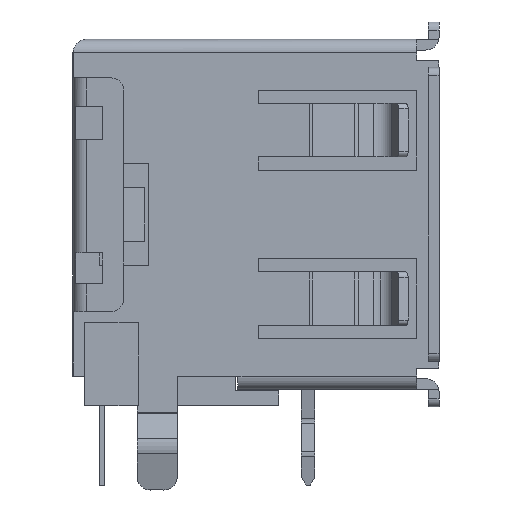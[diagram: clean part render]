
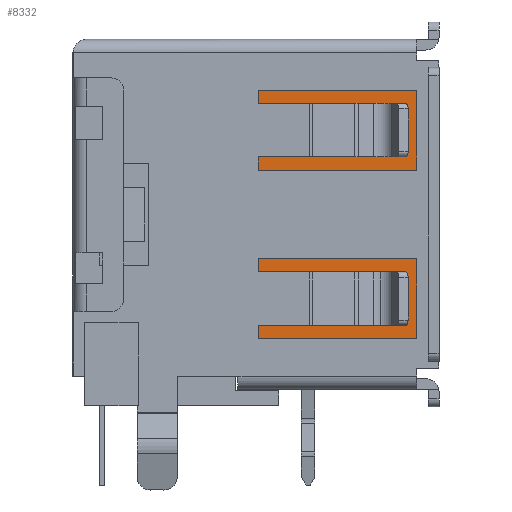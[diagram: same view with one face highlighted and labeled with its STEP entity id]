
A CAD part, left-side view. The second image highlights one B-rep face of the part: STEP entity #8332.
In plain terms, the highlighted planar face has unit normal (-1, 0, 0).
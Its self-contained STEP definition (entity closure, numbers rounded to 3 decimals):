
#40 = DIRECTION ( 'NONE',  ( 0., 0., -1. ) ) ;
#405 = CARTESIAN_POINT ( 'NONE',  ( -1.38, 0.508, 12.861 ) ) ;
#550 = FACE_OUTER_BOUND ( 'NONE', #4179, .T. ) ;
#940 = CARTESIAN_POINT ( 'NONE',  ( -1.38, 0.508, 12.861 ) ) ;
#1176 = LINE ( 'NONE', #5697, #22505 ) ;
#1764 = DIRECTION ( 'NONE',  ( 0., 0., -1. ) ) ;
#3575 = VERTEX_POINT ( 'NONE', #6911 ) ;
#3710 = VERTEX_POINT ( 'NONE', #5404 ) ;
#4179 = EDGE_LOOP ( 'NONE', ( #11416, #5861, #12032, #6318 ) ) ;
#4873 = VECTOR ( 'NONE', #10261, 1000. ) ;
#5104 = CARTESIAN_POINT ( 'NONE',  ( -1.38, 0.508, 12.861 ) ) ;
#5404 = CARTESIAN_POINT ( 'NONE',  ( -1.38, -7.972, 12.861 ) ) ;
#5697 = CARTESIAN_POINT ( 'NONE',  ( -1.38, 0.508, 1.761 ) ) ;
#5861 = ORIENTED_EDGE ( 'NONE', *, *, #14441, .F. ) ;
#6318 = ORIENTED_EDGE ( 'NONE', *, *, #21134, .T. ) ;
#6824 = DIRECTION ( 'NONE',  ( 0., 0., -1. ) ) ;
#6911 = CARTESIAN_POINT ( 'NONE',  ( -1.38, -7.972, 1.761 ) ) ;
#7086 = PLANE ( 'NONE',  #20870 ) ;
#7388 = LINE ( 'NONE', #16644, #23325 ) ;
#8332 = ADVANCED_FACE ( 'NONE', ( #550 ), #7086, .F. ) ;
#8922 = DIRECTION ( 'NONE',  ( 1., 0., 0. ) ) ;
#10261 = DIRECTION ( 'NONE',  ( 0., -1., 0. ) ) ;
#10319 = CARTESIAN_POINT ( 'NONE',  ( -1.38, 0.508, 1.761 ) ) ;
#10835 = EDGE_CURVE ( 'NONE', #19350, #17548, #16684, .T. ) ;
#11416 = ORIENTED_EDGE ( 'NONE', *, *, #14808, .F. ) ;
#12032 = ORIENTED_EDGE ( 'NONE', *, *, #10835, .T. ) ;
#13412 = LINE ( 'NONE', #940, #4873 ) ;
#14441 = EDGE_CURVE ( 'NONE', #19350, #3710, #13412, .T. ) ;
#14808 = EDGE_CURVE ( 'NONE', #3710, #3575, #7388, .T. ) ;
#16644 = CARTESIAN_POINT ( 'NONE',  ( -1.38, -7.972, 12.861 ) ) ;
#16684 = LINE ( 'NONE', #21257, #16959 ) ;
#16959 = VECTOR ( 'NONE', #6824, 1000. ) ;
#17548 = VERTEX_POINT ( 'NONE', #10319 ) ;
#19350 = VERTEX_POINT ( 'NONE', #405 ) ;
#20496 = DIRECTION ( 'NONE',  ( 0., -1., 0. ) ) ;
#20870 = AXIS2_PLACEMENT_3D ( 'NONE', #5104, #8922, #1764 ) ;
#21134 = EDGE_CURVE ( 'NONE', #17548, #3575, #1176, .T. ) ;
#21257 = CARTESIAN_POINT ( 'NONE',  ( -1.38, 0.508, 0.761 ) ) ;
#22505 = VECTOR ( 'NONE', #20496, 1000. ) ;
#23325 = VECTOR ( 'NONE', #40, 1000. ) ;
